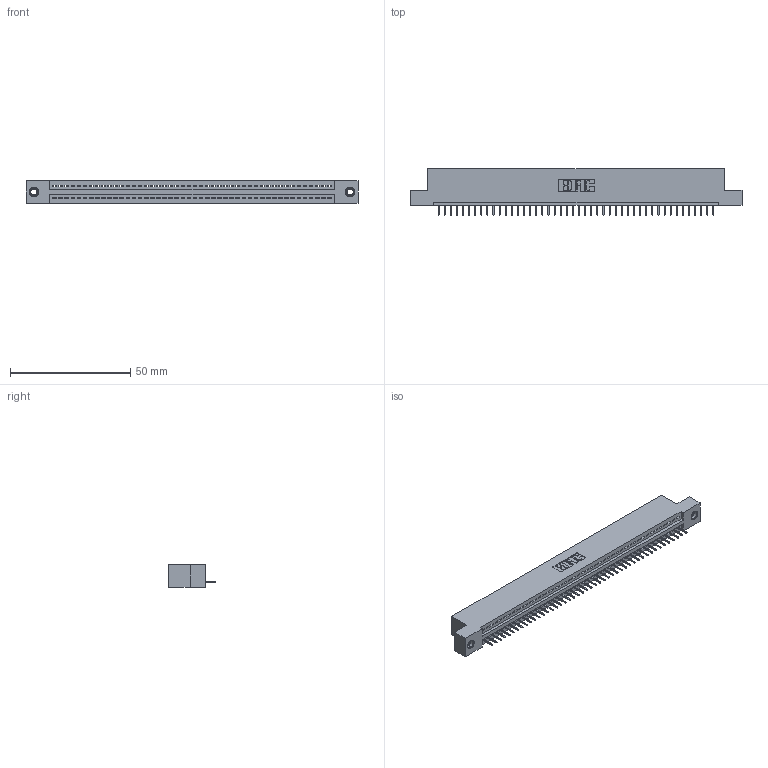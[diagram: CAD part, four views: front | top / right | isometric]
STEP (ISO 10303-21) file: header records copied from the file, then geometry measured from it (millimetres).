
FILE_DESCRIPTION (( 'STEP AP203' ), '1' );
FILE_NAME ('345-046-524-107.STEP', '2019-10-08T23:26:23', ( '' ), ( '' ), 'SwSTEP 2.0', 'SolidWorks 2016', '' );
FILE_SCHEMA (( 'CONFIG_CONTROL_DESIGN' ));
Length unit declared in the file: inch
Products named in the file (4): 345-046-524-107; 345 Part_Flush Mounting Lugs - 0.156 Dia-TI; 345-250-001_345-250-005-103; 345-292-001_345-293-124
Assembly tree (49 placements, depth 2):
  345-046-524-107
    345 Part_Flush Mounting Lugs - 0.156 Dia-TI
    345-292-001_345-293-124  x46
    345-250-001_345-250-005-103  x2
Bounding box: 138.05 x 19.35 x 9.4 mm (x, y, z)
Volume: 12949.6 mm3; surface area: 16714.7 mm2
Topology: 49 solids, 49 shells, 3038 faces, 8757 edges, 5646 vertices
Faces by surface type: plane 2228, cylinder 794, cone 12, torus 4
Entity records: 35342 total; most frequent: CARTESIAN_POINT 6101, ORIENTED_EDGE 6074, DIRECTION 5351, EDGE_CURVE 3037, VECTOR 2705, LINE 2705, VERTEX_POINT 2016, AXIS2_PLACEMENT_3D 1323
